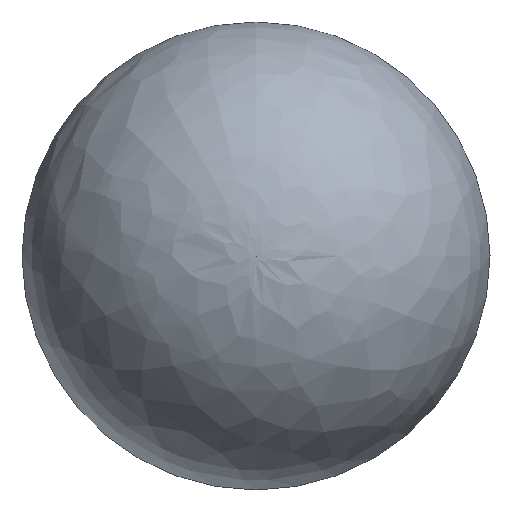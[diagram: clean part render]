
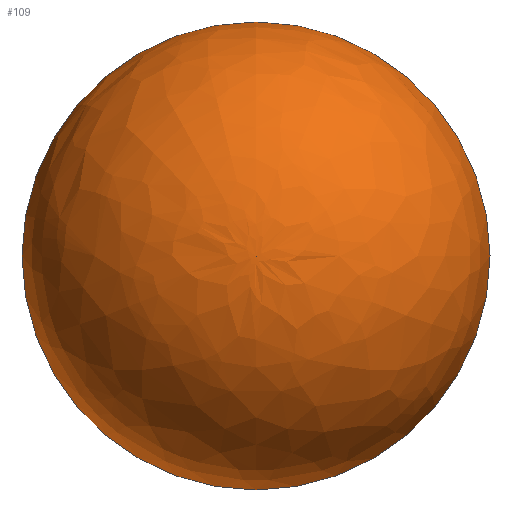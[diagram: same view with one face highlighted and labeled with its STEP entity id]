
A CAD part, left-side view. The second image highlights one B-rep face of the part: STEP entity #109.
In plain terms, the highlighted free-form (B-spline) face has degree [2, 2] with [3, 9] control points.
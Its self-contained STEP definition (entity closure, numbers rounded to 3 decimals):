
#14=(
BOUNDED_CURVE()
B_SPLINE_CURVE(2,(#215,#216,#217),.UNSPECIFIED.,.F.,.F.)
B_SPLINE_CURVE_WITH_KNOTS((3,3),(0.051,1.572),
 .UNSPECIFIED.)
CURVE()
GEOMETRIC_REPRESENTATION_ITEM()
RATIONAL_B_SPLINE_CURVE((1.,0.724,1.))
REPRESENTATION_ITEM('')
);
#15=(
BOUNDED_SURFACE()
B_SPLINE_SURFACE(2,2,((#183,#184,#185,#186,#187,#188,#189,#190,#191),(#192,
#193,#194,#195,#196,#197,#198,#199,#200),(#201,#202,#203,#204,#205,#206,
#207,#208,#209)),.UNSPECIFIED.,.F.,.T.,.F.)
B_SPLINE_SURFACE_WITH_KNOTS((3,3),(3,2,2,2,3),(-1.572,-0.051),
(-3.142,-1.571,0.,1.571,3.142),
 .UNSPECIFIED.)
GEOMETRIC_REPRESENTATION_ITEM()
RATIONAL_B_SPLINE_SURFACE(((1.,0.707,1.,0.707,1.,
0.707,1.,0.707,1.),(0.724,0.512,
0.724,0.512,0.724,0.512,
0.724,0.512,0.724),(1.,0.707,
1.,0.707,1.,0.707,1.,0.707,1.)))
REPRESENTATION_ITEM('')
SURFACE()
);
#33=FACE_OUTER_BOUND('',#45,.T.);
#45=EDGE_LOOP('',(#85,#86,#87,#88));
#55=CIRCLE('',#130,7.9);
#56=CIRCLE('',#131,7.9);
#63=VERTEX_POINT('',#210);
#64=VERTEX_POINT('',#211);
#65=VERTEX_POINT('',#214);
#72=EDGE_CURVE('',#63,#64,#55,.T.);
#73=EDGE_CURVE('',#64,#63,#56,.T.);
#74=EDGE_CURVE('',#64,#65,#14,.T.);
#85=ORIENTED_EDGE('',*,*,#72,.F.);
#86=ORIENTED_EDGE('',*,*,#73,.F.);
#87=ORIENTED_EDGE('',*,*,#74,.T.);
#88=ORIENTED_EDGE('',*,*,#74,.F.);
#109=ADVANCED_FACE('',(#33),#15,.F.);
#130=AXIS2_PLACEMENT_3D('',#212,#157,#158);
#131=AXIS2_PLACEMENT_3D('',#213,#159,#160);
#157=DIRECTION('center_axis',(1.,0.,0.));
#158=DIRECTION('ref_axis',(0.,0.,-1.));
#159=DIRECTION('center_axis',(1.,0.,0.));
#160=DIRECTION('ref_axis',(0.,0.,-1.));
#183=CARTESIAN_POINT('Ctrl Pts',(-21.5,0.,0.));
#184=CARTESIAN_POINT('Ctrl Pts',(-21.5,0.,0.));
#185=CARTESIAN_POINT('Ctrl Pts',(-21.5,0.,0.));
#186=CARTESIAN_POINT('Ctrl Pts',(-21.5,0.,0.));
#187=CARTESIAN_POINT('Ctrl Pts',(-21.5,0.,0.));
#188=CARTESIAN_POINT('Ctrl Pts',(-21.5,0.,0.));
#189=CARTESIAN_POINT('Ctrl Pts',(-21.5,0.,0.));
#190=CARTESIAN_POINT('Ctrl Pts',(-21.5,0.,0.));
#191=CARTESIAN_POINT('Ctrl Pts',(-21.5,0.,0.));
#192=CARTESIAN_POINT('Ctrl Pts',(-21.51,0.,
7.519));
#193=CARTESIAN_POINT('Ctrl Pts',(-21.51,-7.519,7.519));
#194=CARTESIAN_POINT('Ctrl Pts',(-21.51,-7.519,0.));
#195=CARTESIAN_POINT('Ctrl Pts',(-21.51,-7.519,-7.519));
#196=CARTESIAN_POINT('Ctrl Pts',(-21.51,0.,
-7.519));
#197=CARTESIAN_POINT('Ctrl Pts',(-21.51,7.519,-7.519));
#198=CARTESIAN_POINT('Ctrl Pts',(-21.51,7.519,0.));
#199=CARTESIAN_POINT('Ctrl Pts',(-21.51,7.519,7.519));
#200=CARTESIAN_POINT('Ctrl Pts',(-21.51,0.,
7.519));
#201=CARTESIAN_POINT('Ctrl Pts',(-14.,0.,7.9));
#202=CARTESIAN_POINT('Ctrl Pts',(-14.,-7.9,7.9));
#203=CARTESIAN_POINT('Ctrl Pts',(-14.,-7.9,0.));
#204=CARTESIAN_POINT('Ctrl Pts',(-14.,-7.9,-7.9));
#205=CARTESIAN_POINT('Ctrl Pts',(-14.,0.,-7.9));
#206=CARTESIAN_POINT('Ctrl Pts',(-14.,7.9,-7.9));
#207=CARTESIAN_POINT('Ctrl Pts',(-14.,7.9,0.));
#208=CARTESIAN_POINT('Ctrl Pts',(-14.,7.9,7.9));
#209=CARTESIAN_POINT('Ctrl Pts',(-14.,0.,7.9));
#210=CARTESIAN_POINT('',(-14.,7.9,0.));
#211=CARTESIAN_POINT('',(-14.,0.,7.9));
#212=CARTESIAN_POINT('Origin',(-14.,0.,0.));
#213=CARTESIAN_POINT('Origin',(-14.,0.,0.));
#214=CARTESIAN_POINT('',(-21.5,0.,0.));
#215=CARTESIAN_POINT('Ctrl Pts',(-14.,0.,7.9));
#216=CARTESIAN_POINT('Ctrl Pts',(-21.51,0.,
7.519));
#217=CARTESIAN_POINT('Ctrl Pts',(-21.5,0.,0.));
